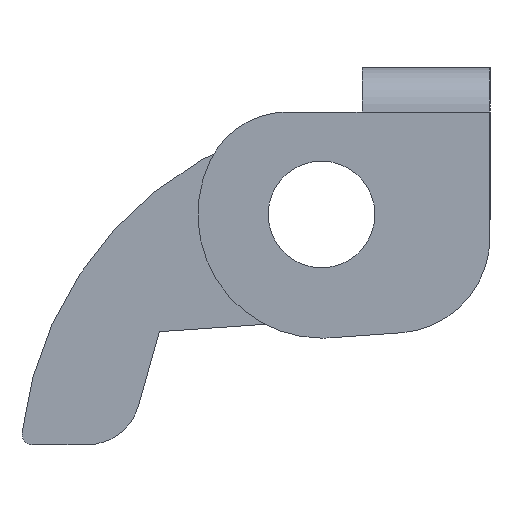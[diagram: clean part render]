
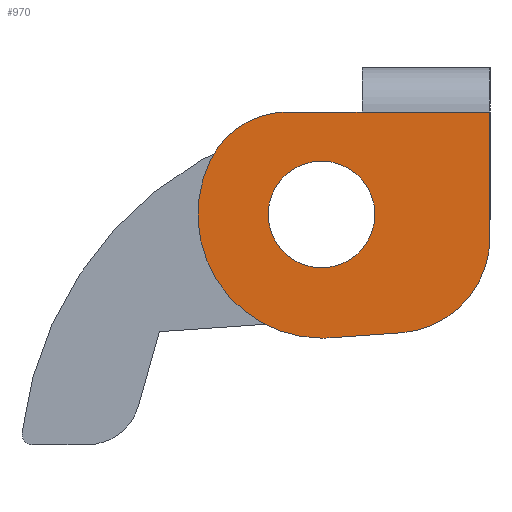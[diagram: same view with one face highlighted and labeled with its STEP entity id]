
A CAD part, left-side view. The second image highlights one B-rep face of the part: STEP entity #970.
In plain terms, the highlighted planar face has unit normal (-1, 0, 0).
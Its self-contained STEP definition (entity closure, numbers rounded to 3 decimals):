
#11 = ORIENTED_EDGE ( 'NONE', *, *, #235, .T. ) ;
#24 = DIRECTION ( 'NONE',  ( 0., -1., 0. ) ) ;
#41 = CARTESIAN_POINT ( 'NONE',  ( -41.8, 22.4, -2.1 ) ) ;
#63 = DIRECTION ( 'NONE',  ( 0., 0., -1. ) ) ;
#79 = CARTESIAN_POINT ( 'NONE',  ( -41.8, 6., -2.1 ) ) ;
#90 = VECTOR ( 'NONE', #1083, 1000. ) ;
#92 = CARTESIAN_POINT ( 'NONE',  ( -41.8, 7.495, -12.686 ) ) ;
#94 = VERTEX_POINT ( 'NONE', #855 ) ;
#128 = EDGE_CURVE ( 'NONE', #916, #212, #239, .T. ) ;
#131 = AXIS2_PLACEMENT_3D ( 'NONE', #369, #172, #63 ) ;
#138 = VECTOR ( 'NONE', #24, 1000. ) ;
#142 = LINE ( 'NONE', #41, #138 ) ;
#146 = DIRECTION ( 'NONE',  ( 0., 0., -1. ) ) ;
#172 = DIRECTION ( 'NONE',  ( 1., 0., 0. ) ) ;
#177 = CARTESIAN_POINT ( 'NONE',  ( -41.8, 7.9, -9.4 ) ) ;
#201 = VECTOR ( 'NONE', #785, 1000. ) ;
#210 = DIRECTION ( 'NONE',  ( 0., 0., -1. ) ) ;
#212 = VERTEX_POINT ( 'NONE', #177 ) ;
#219 = AXIS2_PLACEMENT_3D ( 'NONE', #241, #715, #1202 ) ;
#227 = DIRECTION ( 'NONE',  ( 0., 0., -1. ) ) ;
#235 = EDGE_CURVE ( 'NONE', #736, #329, #913, .T. ) ;
#239 = CIRCLE ( 'NONE', #260, 2.5 ) ;
#241 = CARTESIAN_POINT ( 'NONE',  ( -41.8, 7.9, -6.9 ) ) ;
#260 = AXIS2_PLACEMENT_3D ( 'NONE', #278, #1053, #963 ) ;
#278 = CARTESIAN_POINT ( 'NONE',  ( -41.8, 7.9, -6.9 ) ) ;
#295 = CARTESIAN_POINT ( 'NONE',  ( -41.8, 13.096, -4.322 ) ) ;
#296 = CARTESIAN_POINT ( 'NONE',  ( -41.8, 7.9, -6.9 ) ) ;
#307 = VERTEX_POINT ( 'NONE', #1186 ) ;
#326 = CARTESIAN_POINT ( 'NONE',  ( -41.8, 7.9, -4.4 ) ) ;
#329 = VERTEX_POINT ( 'NONE', #504 ) ;
#340 = VECTOR ( 'NONE', #733, 1000. ) ;
#345 = EDGE_CURVE ( 'NONE', #857, #94, #895, .T. ) ;
#368 = ORIENTED_EDGE ( 'NONE', *, *, #766, .T. ) ;
#369 = CARTESIAN_POINT ( 'NONE',  ( -41.8, 22.4, -18. ) ) ;
#403 = AXIS2_PLACEMENT_3D ( 'NONE', #618, #1085, #210 ) ;
#405 = DIRECTION ( 'NONE',  ( -1., 0., 0. ) ) ;
#423 = VERTEX_POINT ( 'NONE', #439 ) ;
#434 = DIRECTION ( 'NONE',  ( -1., 0., 0. ) ) ;
#439 = CARTESIAN_POINT ( 'NONE',  ( -41.8, 0., -2.1 ) ) ;
#481 = VERTEX_POINT ( 'NONE', #79 ) ;
#494 = VERTEX_POINT ( 'NONE', #841 ) ;
#504 = CARTESIAN_POINT ( 'NONE',  ( -41.8, 7.9, -12.7 ) ) ;
#520 = CARTESIAN_POINT ( 'NONE',  ( -41.8, 4.186, -12.454 ) ) ;
#523 = ORIENTED_EDGE ( 'NONE', *, *, #784, .T. ) ;
#542 = CARTESIAN_POINT ( 'NONE',  ( -41.8, 7.9, -6.9 ) ) ;
#547 = ORIENTED_EDGE ( 'NONE', *, *, #345, .T. ) ;
#568 = ORIENTED_EDGE ( 'NONE', *, *, #844, .F. ) ;
#572 = AXIS2_PLACEMENT_3D ( 'NONE', #296, #405, #887 ) ;
#594 = CIRCLE ( 'NONE', #219, 2.5 ) ;
#618 = CARTESIAN_POINT ( 'NONE',  ( -41.8, 4.5, -7.965 ) ) ;
#634 = DIRECTION ( 'NONE',  ( -1., 0., 0. ) ) ;
#643 = PLANE ( 'NONE',  #131 ) ;
#647 = EDGE_LOOP ( 'NONE', ( #1219, #1082, #11, #1005, #932, #547, #368, #568 ) ) ;
#692 = AXIS2_PLACEMENT_3D ( 'NONE', #918, #434, #227 ) ;
#697 = CARTESIAN_POINT ( 'NONE',  ( -41.8, 22.4, -2.1 ) ) ;
#715 = DIRECTION ( 'NONE',  ( 1., 0., 0. ) ) ;
#716 = EDGE_CURVE ( 'NONE', #307, #857, #968, .T. ) ;
#733 = DIRECTION ( 'NONE',  ( 0., 0., 1. ) ) ;
#736 = VERTEX_POINT ( 'NONE', #295 ) ;
#766 = EDGE_CURVE ( 'NONE', #94, #423, #1003, .T. ) ;
#784 = EDGE_CURVE ( 'NONE', #212, #916, #594, .T. ) ;
#785 = DIRECTION ( 'NONE',  ( 0., -0.998, 0.07 ) ) ;
#797 = ORIENTED_EDGE ( 'NONE', *, *, #128, .T. ) ;
#822 = EDGE_CURVE ( 'NONE', #494, #736, #1077, .T. ) ;
#830 = EDGE_CURVE ( 'NONE', #329, #307, #1198, .T. ) ;
#841 = CARTESIAN_POINT ( 'NONE',  ( -41.8, 9.512, -2.1 ) ) ;
#844 = EDGE_CURVE ( 'NONE', #481, #423, #142, .T. ) ;
#855 = CARTESIAN_POINT ( 'NONE',  ( -41.8, 0., -7.965 ) ) ;
#857 = VERTEX_POINT ( 'NONE', #520 ) ;
#887 = DIRECTION ( 'NONE',  ( 0., 0., -1. ) ) ;
#895 = CIRCLE ( 'NONE', #403, 4.5 ) ;
#913 = CIRCLE ( 'NONE', #572, 5.8 ) ;
#916 = VERTEX_POINT ( 'NONE', #326 ) ;
#918 = CARTESIAN_POINT ( 'NONE',  ( -41.8, 9.512, -6.1 ) ) ;
#932 = ORIENTED_EDGE ( 'NONE', *, *, #716, .T. ) ;
#963 = DIRECTION ( 'NONE',  ( 0., 0., -1. ) ) ;
#968 = LINE ( 'NONE', #92, #201 ) ;
#970 = ADVANCED_FACE ( 'NONE', ( #1058, #1234 ), #643, .F. ) ;
#1003 = LINE ( 'NONE', #1119, #340 ) ;
#1005 = ORIENTED_EDGE ( 'NONE', *, *, #830, .T. ) ;
#1024 = EDGE_LOOP ( 'NONE', ( #523, #797 ) ) ;
#1053 = DIRECTION ( 'NONE',  ( 1., 0., 0. ) ) ;
#1058 = FACE_BOUND ( 'NONE', #1024, .T. ) ;
#1064 = LINE ( 'NONE', #697, #90 ) ;
#1077 = CIRCLE ( 'NONE', #692, 4. ) ;
#1082 = ORIENTED_EDGE ( 'NONE', *, *, #822, .T. ) ;
#1083 = DIRECTION ( 'NONE',  ( 0., -1., 0. ) ) ;
#1085 = DIRECTION ( 'NONE',  ( -1., 0., 0. ) ) ;
#1114 = AXIS2_PLACEMENT_3D ( 'NONE', #542, #634, #146 ) ;
#1119 = CARTESIAN_POINT ( 'NONE',  ( -41.8, 0., -18. ) ) ;
#1143 = EDGE_CURVE ( 'NONE', #494, #481, #1064, .T. ) ;
#1186 = CARTESIAN_POINT ( 'NONE',  ( -41.8, 7.495, -12.686 ) ) ;
#1198 = CIRCLE ( 'NONE', #1114, 5.8 ) ;
#1202 = DIRECTION ( 'NONE',  ( 0., 0., -1. ) ) ;
#1219 = ORIENTED_EDGE ( 'NONE', *, *, #1143, .F. ) ;
#1234 = FACE_OUTER_BOUND ( 'NONE', #647, .T. ) ;
